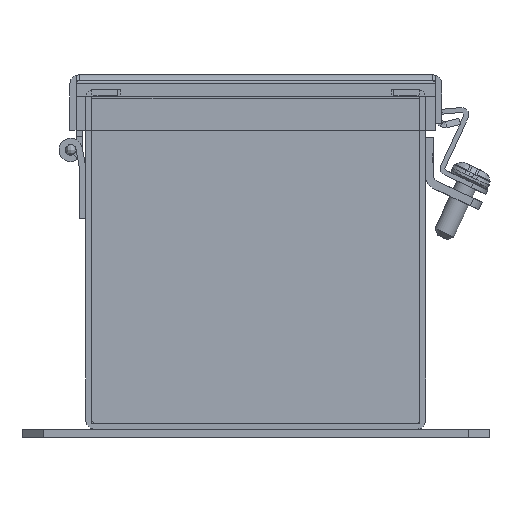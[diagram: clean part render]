
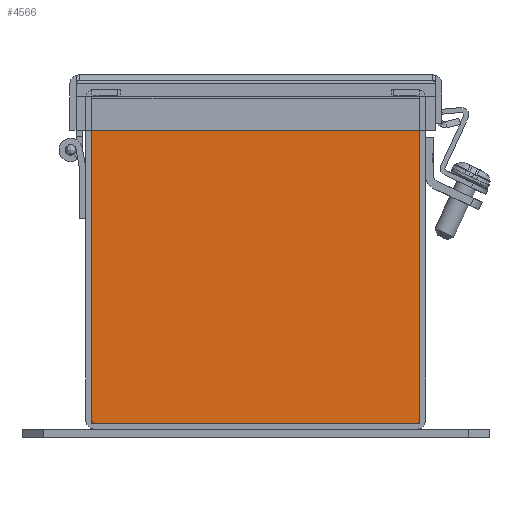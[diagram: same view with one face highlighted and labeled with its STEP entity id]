
A CAD part, left-side view. The second image highlights one B-rep face of the part: STEP entity #4566.
In plain terms, the highlighted planar face has unit normal (-1, 0, 0).
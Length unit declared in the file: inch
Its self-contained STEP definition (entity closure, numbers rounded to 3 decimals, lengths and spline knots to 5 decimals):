
#35 = LINE ( 'NONE', #13208, #4799 ) ;
#902 = VECTOR ( 'NONE', #6813, 39.37008 ) ;
#1320 = VECTOR ( 'NONE', #4870, 39.37008 ) ;
#1475 = AXIS2_PLACEMENT_3D ( 'NONE', #17474, #12813, #14647 ) ;
#1858 = LINE ( 'NONE', #8433, #902 ) ;
#3855 = VERTEX_POINT ( 'NONE', #15329 ) ;
#4566 = ADVANCED_FACE ( 'NONE', ( #21272 ), #12592, .F. ) ;
#4799 = VECTOR ( 'NONE', #13512, 39.37008 ) ;
#4870 = DIRECTION ( 'NONE',  ( 0., 0., 1. ) ) ;
#5228 = DIRECTION ( 'NONE',  ( 0., -1., 0. ) ) ;
#6813 = DIRECTION ( 'NONE',  ( 0., 0., -1. ) ) ;
#7218 = CARTESIAN_POINT ( 'NONE',  ( -35.997, -1.928, 3.892 ) ) ;
#7496 = ORIENTED_EDGE ( 'NONE', *, *, #20339, .F. ) ;
#8030 = VERTEX_POINT ( 'NONE', #19710 ) ;
#8433 = CARTESIAN_POINT ( 'NONE',  ( -35.997, -1.928, 0.072 ) ) ;
#8892 = ORIENTED_EDGE ( 'NONE', *, *, #19523, .F. ) ;
#9581 = LINE ( 'NONE', #16181, #16195 ) ;
#9913 = VERTEX_POINT ( 'NONE', #16401 ) ;
#12116 = EDGE_CURVE ( 'NONE', #16356, #9913, #1858, .T. ) ;
#12592 = PLANE ( 'NONE',  #1475 ) ;
#12813 = DIRECTION ( 'NONE',  ( 1., 0., 0. ) ) ;
#13208 = CARTESIAN_POINT ( 'NONE',  ( -35.997, 1.928, 0.072 ) ) ;
#13512 = DIRECTION ( 'NONE',  ( 0., 1., 0. ) ) ;
#14647 = DIRECTION ( 'NONE',  ( 0., 0., 1. ) ) ;
#15329 = CARTESIAN_POINT ( 'NONE',  ( -35.997, 1.928, 3.892 ) ) ;
#16181 = CARTESIAN_POINT ( 'NONE',  ( -35.997, 1.928, 3.892 ) ) ;
#16195 = VECTOR ( 'NONE', #5228, 39.37008 ) ;
#16356 = VERTEX_POINT ( 'NONE', #7218 ) ;
#16401 = CARTESIAN_POINT ( 'NONE',  ( -35.997, -1.928, 0.072 ) ) ;
#17474 = CARTESIAN_POINT ( 'NONE',  ( -35.997, 1.928, 0.072 ) ) ;
#18873 = EDGE_CURVE ( 'NONE', #9913, #8030, #35, .T. ) ;
#19191 = ORIENTED_EDGE ( 'NONE', *, *, #12116, .F. ) ;
#19412 = ORIENTED_EDGE ( 'NONE', *, *, #18873, .F. ) ;
#19523 = EDGE_CURVE ( 'NONE', #8030, #3855, #20902, .T. ) ;
#19710 = CARTESIAN_POINT ( 'NONE',  ( -35.997, 1.928, 0.072 ) ) ;
#20192 = EDGE_LOOP ( 'NONE', ( #7496, #8892, #19412, #19191 ) ) ;
#20339 = EDGE_CURVE ( 'NONE', #3855, #16356, #9581, .T. ) ;
#20902 = LINE ( 'NONE', #21121, #1320 ) ;
#21121 = CARTESIAN_POINT ( 'NONE',  ( -35.997, 1.928, 0.072 ) ) ;
#21272 = FACE_OUTER_BOUND ( 'NONE', #20192, .T. ) ;
